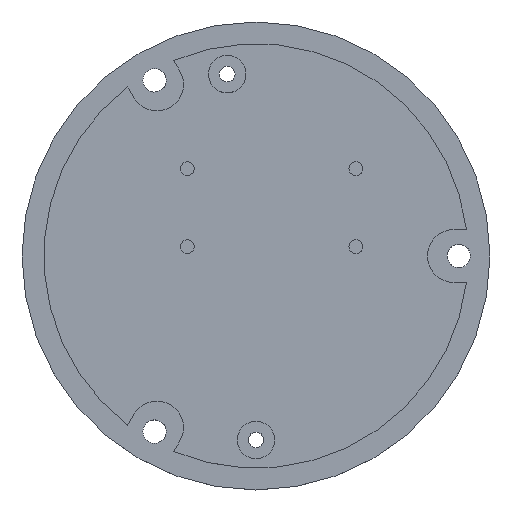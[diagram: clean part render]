
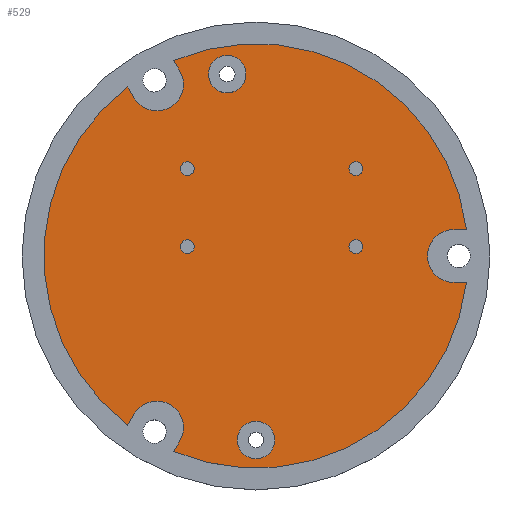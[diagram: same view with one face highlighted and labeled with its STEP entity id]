
A CAD part, top view. The second image highlights one B-rep face of the part: STEP entity #529.
In plain terms, the highlighted planar face has unit normal (0, 0, 1).
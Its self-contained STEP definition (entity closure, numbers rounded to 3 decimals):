
#34=VECTOR('',#664,1.);
#35=VECTOR('',#667,1.);
#36=VECTOR('',#670,1.);
#37=VECTOR('',#671,1.);
#38=VECTOR('',#674,1.);
#39=VECTOR('',#675,1.);
#58=LINE('',#813,#34);
#59=LINE('',#818,#35);
#60=LINE('',#822,#36);
#61=LINE('',#825,#37);
#62=LINE('',#829,#38);
#63=LINE('',#832,#39);
#86=PLANE('',#574);
#100=VERTEX_POINT('',#788);
#102=VERTEX_POINT('',#794);
#104=VERTEX_POINT('',#800);
#106=VERTEX_POINT('',#806);
#107=VERTEX_POINT('',#810);
#108=VERTEX_POINT('',#812);
#109=VERTEX_POINT('',#814);
#110=VERTEX_POINT('',#815);
#111=VERTEX_POINT('',#817);
#112=VERTEX_POINT('',#819);
#113=VERTEX_POINT('',#821);
#114=VERTEX_POINT('',#823);
#115=VERTEX_POINT('',#824);
#116=VERTEX_POINT('',#826);
#117=VERTEX_POINT('',#828);
#118=VERTEX_POINT('',#830);
#119=VERTEX_POINT('',#831);
#120=VERTEX_POINT('',#833);
#152=CIRCLE('',#560,2.2);
#154=CIRCLE('',#564,2.2);
#156=CIRCLE('',#568,2.2);
#158=CIRCLE('',#572,2.2);
#159=CIRCLE('',#575,6.);
#160=CIRCLE('',#576,6.);
#161=CIRCLE('',#577,68.);
#162=CIRCLE('',#578,8.5);
#163=CIRCLE('',#579,8.5);
#164=CIRCLE('',#580,8.5);
#190=EDGE_CURVE('',#100,#100,#152,.T.);
#192=EDGE_CURVE('',#102,#102,#154,.T.);
#194=EDGE_CURVE('',#104,#104,#156,.T.);
#196=EDGE_CURVE('',#106,#106,#158,.T.);
#197=EDGE_CURVE('',#107,#107,#159,.T.);
#198=EDGE_CURVE('',#108,#108,#160,.T.);
#199=EDGE_CURVE('',#109,#110,#58,.T.);
#200=EDGE_CURVE('',#111,#110,#161,.T.);
#201=EDGE_CURVE('',#111,#112,#59,.T.);
#202=EDGE_CURVE('',#112,#113,#162,.T.);
#203=EDGE_CURVE('',#113,#114,#60,.T.);
#204=EDGE_CURVE('',#115,#114,#161,.T.);
#205=EDGE_CURVE('',#115,#116,#61,.T.);
#206=EDGE_CURVE('',#116,#117,#163,.T.);
#207=EDGE_CURVE('',#117,#118,#62,.T.);
#208=EDGE_CURVE('',#119,#118,#161,.T.);
#209=EDGE_CURVE('',#119,#120,#63,.T.);
#210=EDGE_CURVE('',#120,#109,#164,.T.);
#265=ORIENTED_EDGE('',*,*,#197,.T.);
#266=ORIENTED_EDGE('',*,*,#198,.T.);
#267=ORIENTED_EDGE('',*,*,#199,.T.);
#268=ORIENTED_EDGE('',*,*,#200,.F.);
#269=ORIENTED_EDGE('',*,*,#201,.T.);
#270=ORIENTED_EDGE('',*,*,#202,.T.);
#271=ORIENTED_EDGE('',*,*,#203,.T.);
#272=ORIENTED_EDGE('',*,*,#204,.F.);
#273=ORIENTED_EDGE('',*,*,#205,.T.);
#274=ORIENTED_EDGE('',*,*,#206,.T.);
#275=ORIENTED_EDGE('',*,*,#207,.T.);
#276=ORIENTED_EDGE('',*,*,#208,.F.);
#277=ORIENTED_EDGE('',*,*,#209,.T.);
#278=ORIENTED_EDGE('',*,*,#210,.T.);
#279=ORIENTED_EDGE('',*,*,#196,.T.);
#280=ORIENTED_EDGE('',*,*,#194,.T.);
#281=ORIENTED_EDGE('',*,*,#192,.T.);
#282=ORIENTED_EDGE('',*,*,#190,.T.);
#393=EDGE_LOOP('',(#265));
#394=EDGE_LOOP('',(#266));
#395=EDGE_LOOP('',(#267,#268,#269,#270,#271,#272,#273,#274,#275,#276,#277,
#278));
#396=EDGE_LOOP('',(#279));
#397=EDGE_LOOP('',(#280));
#398=EDGE_LOOP('',(#281));
#399=EDGE_LOOP('',(#282));
#463=FACE_BOUND('',#393,.T.);
#464=FACE_BOUND('',#394,.T.);
#465=FACE_BOUND('',#395,.T.);
#466=FACE_BOUND('',#396,.T.);
#467=FACE_BOUND('',#397,.T.);
#468=FACE_BOUND('',#398,.T.);
#469=FACE_BOUND('',#399,.T.);
#529=ADVANCED_FACE('',(#463,#464,#465,#466,#467,#468,#469),#86,.T.);
#560=AXIS2_PLACEMENT_3D('',#787,#635,#636);
#564=AXIS2_PLACEMENT_3D('',#793,#642,#643);
#568=AXIS2_PLACEMENT_3D('',#799,#649,#650);
#572=AXIS2_PLACEMENT_3D('',#805,#656,#657);
#574=AXIS2_PLACEMENT_3D('',#808,#659,$);
#575=AXIS2_PLACEMENT_3D('',#809,#660,#661);
#576=AXIS2_PLACEMENT_3D('',#811,#662,#663);
#577=AXIS2_PLACEMENT_3D('',#816,#665,#666);
#578=AXIS2_PLACEMENT_3D('',#820,#668,#669);
#579=AXIS2_PLACEMENT_3D('',#827,#672,#673);
#580=AXIS2_PLACEMENT_3D('',#834,#676,#677);
#635=DIRECTION('',(0.,0.,-1.));
#636=DIRECTION('',(2.2,0.,0.));
#642=DIRECTION('',(0.,0.,-1.));
#643=DIRECTION('',(2.2,0.,0.));
#649=DIRECTION('',(0.,0.,-1.));
#650=DIRECTION('',(2.2,0.,0.));
#656=DIRECTION('',(0.,0.,-1.));
#657=DIRECTION('',(2.2,0.,0.));
#659=DIRECTION('',(0.,0.,1.));
#660=DIRECTION('',(0.,0.,-1.));
#661=DIRECTION('',(6.,0.,0.));
#662=DIRECTION('',(0.,0.,-1.));
#663=DIRECTION('',(6.,0.,0.));
#664=DIRECTION('',(-0.5,-0.866,0.));
#665=DIRECTION('',(0.,0.,-1.));
#666=DIRECTION('',(68.,0.,0.));
#667=DIRECTION('',(-1.,0.,0.));
#668=DIRECTION('',(0.,0.,-1.));
#669=DIRECTION('',(8.5,0.,0.));
#670=DIRECTION('',(1.,0.,0.));
#671=DIRECTION('',(0.5,-0.866,0.));
#672=DIRECTION('',(0.,0.,-1.));
#673=DIRECTION('',(-4.25,7.361,0.));
#674=DIRECTION('',(-0.5,0.866,0.));
#675=DIRECTION('',(0.5,0.866,0.));
#676=DIRECTION('',(0.,0.,-1.));
#677=DIRECTION('',(-4.25,-7.361,0.));
#787=CARTESIAN_POINT('',(32.,28.,8.));
#788=CARTESIAN_POINT('',(34.2,28.,8.));
#793=CARTESIAN_POINT('',(-22.,3.,8.));
#794=CARTESIAN_POINT('',(-19.8,3.,8.));
#799=CARTESIAN_POINT('',(32.,3.,8.));
#800=CARTESIAN_POINT('',(34.2,3.,8.));
#805=CARTESIAN_POINT('',(-22.,28.,8.));
#806=CARTESIAN_POINT('',(-19.8,28.,8.));
#808=CARTESIAN_POINT('',(0.,0.,8.));
#809=CARTESIAN_POINT('',(0.,-59.,8.));
#810=CARTESIAN_POINT('',(6.,-59.,8.));
#811=CARTESIAN_POINT('',(-9.23,58.274,8.));
#812=CARTESIAN_POINT('',(-3.23,58.274,8.));
#813=CARTESIAN_POINT('',(-9.01,-32.605,8.));
#814=CARTESIAN_POINT('',(-24.389,-59.243,8.));
#815=CARTESIAN_POINT('',(-26.372,-62.678,8.));
#816=CARTESIAN_POINT('',(0.,0.,8.));
#817=CARTESIAN_POINT('',(67.467,-8.5,8.));
#818=CARTESIAN_POINT('',(32.742,-8.5,8.));
#819=CARTESIAN_POINT('',(63.5,-8.5,8.));
#820=CARTESIAN_POINT('',(63.5,0.,8.));
#821=CARTESIAN_POINT('',(63.5,8.5,8.));
#822=CARTESIAN_POINT('',(32.742,8.5,8.));
#823=CARTESIAN_POINT('',(67.467,8.5,8.));
#824=CARTESIAN_POINT('',(-26.372,62.678,8.));
#825=CARTESIAN_POINT('',(-9.01,32.605,8.));
#826=CARTESIAN_POINT('',(-24.389,59.243,8.));
#827=CARTESIAN_POINT('',(-31.75,54.993,8.));
#828=CARTESIAN_POINT('',(-39.111,50.743,8.));
#829=CARTESIAN_POINT('',(-23.732,24.105,8.));
#830=CARTESIAN_POINT('',(-41.095,54.178,8.));
#831=CARTESIAN_POINT('',(-41.095,-54.178,8.));
#832=CARTESIAN_POINT('',(-23.732,-24.105,8.));
#833=CARTESIAN_POINT('',(-39.111,-50.743,8.));
#834=CARTESIAN_POINT('',(-31.75,-54.993,8.));
